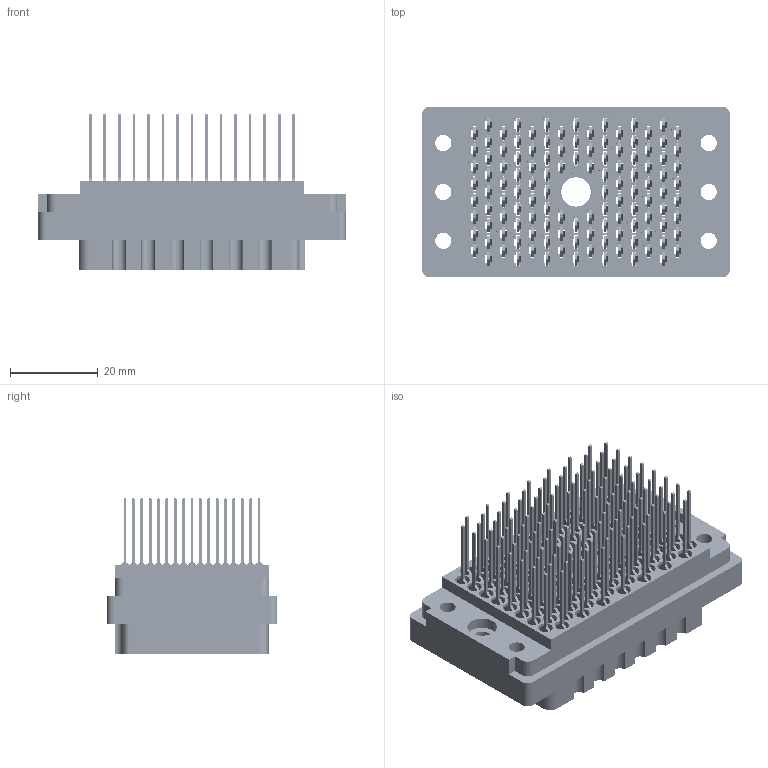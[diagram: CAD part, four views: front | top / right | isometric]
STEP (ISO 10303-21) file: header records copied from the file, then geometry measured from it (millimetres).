
FILE_DESCRIPTION (( 'STEP AP203' ), '1' );
FILE_NAME ('516-120-541-200.STEP', '2020-03-07T02:51:41', ( '' ), ( '' ), 'SwSTEP 2.0', 'SolidWorks 2016', '' );
FILE_SCHEMA (( 'CONFIG_CONTROL_DESIGN' ));
Length unit declared in the file: inch
Products named in the file (3): 516-292-001_541 Contact; 516 Part Receptacle_120; 516-120-541-200
Assembly tree (121 placements, depth 2):
  516-120-541-200
    516 Part Receptacle_120
    516-292-001_541 Contact  x120
Bounding box: 69.85 x 38.73 x 35.38 mm (x, y, z)
Volume: 29111.6 mm3; surface area: 60332.8 mm2
Topology: 121 solids, 121 shells, 11126 faces, 32360 edges, 21492 vertices
Faces by surface type: plane 6831, cylinder 3573, bspline 720, cone 2
Entity records: 90632 total; most frequent: CARTESIAN_POINT 15645, ORIENTED_EDGE 15216, DIRECTION 14832, EDGE_CURVE 7608, VECTOR 5668, LINE 5668, VERTEX_POINT 5070, AXIS2_PLACEMENT_3D 4582
